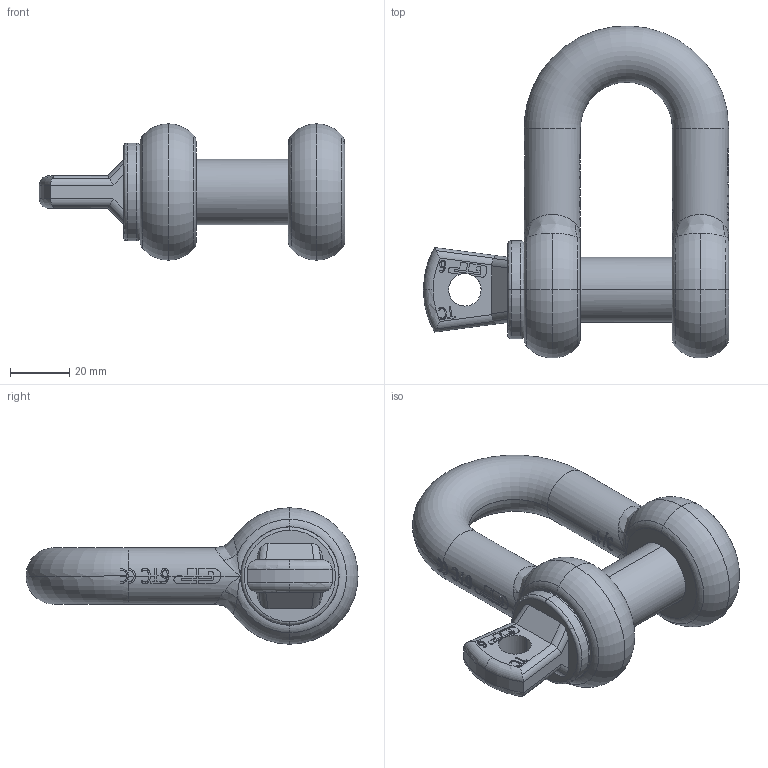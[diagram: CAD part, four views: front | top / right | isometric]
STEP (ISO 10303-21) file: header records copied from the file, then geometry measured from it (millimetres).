
FILE_DESCRIPTION(('.'),'2;1');
FILE_NAME('GPGDBB19.stp','2012-01-15T12:51:17+00:00',('.'),('.'),'','STEP AP214','.');
FILE_SCHEMA(('AUTOMOTIVE_DESIGN { 1 0 10303 214 1 1 1 1 }'));
Length unit declared in the file: millimetre
Products named in the file (3): GPGDBB19; 4,75; 4,75_1
Assembly tree (2 placements, depth 2):
  GPGDBB19
    4,75
    4,75_1
Bounding box: 103 x 111.98 x 46 mm (x, y, z)
Volume: 118869.6 mm3; surface area: 29353.3 mm2
Topology: 2 solids, 2 shells, 626 faces, 2016 edges, 1397 vertices
Faces by surface type: plane 247, bspline 188, cylinder 150, torus 38, cone 3
Entity records: 27227 total; most frequent: CARTESIAN_POINT 11637, ORIENTED_EDGE 4016, EDGE_CURVE 2008, DIRECTION 1586, VERTEX_POINT 1397, B_SPLINE_CURVE_WITH_KNOTS 1214, EDGE_LOOP 643, VECTOR 635
